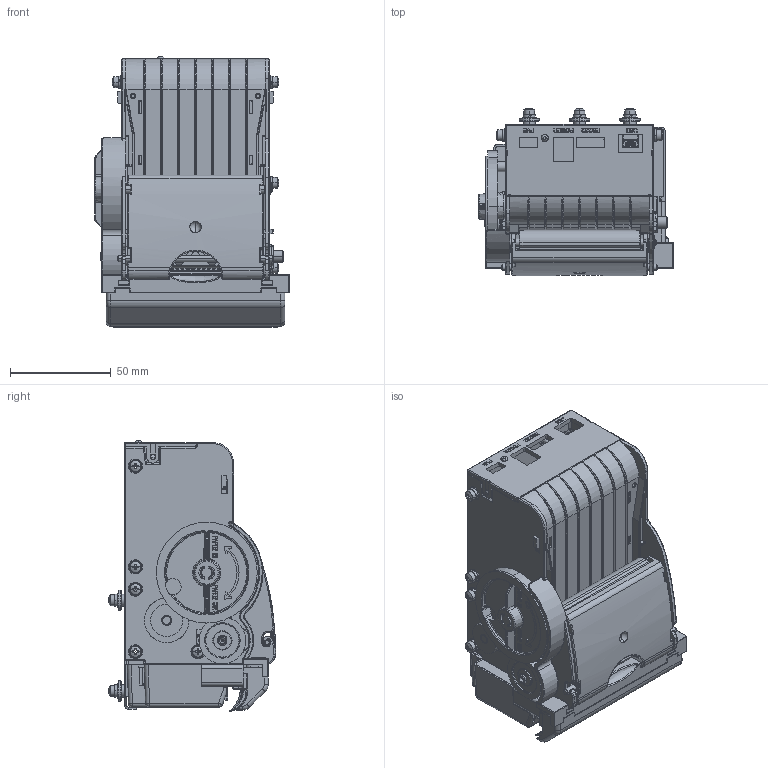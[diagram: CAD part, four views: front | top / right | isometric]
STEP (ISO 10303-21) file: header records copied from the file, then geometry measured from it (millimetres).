
FILE_DESCRIPTION((''),'2;1');
FILE_NAME('D-684-398_X56_XF_ASM','2022-12-01T',('jozef.kellner'),(''),'CREO PARAMETRIC BY PTC INC, 2018360','CREO PARAMETRIC BY PTC INC, 2018360','');
FILE_SCHEMA(('AUTOMOTIVE_DESIGN { 1 0 10303 214 1 1 1 1 }'));
Length unit declared in the file: millimetre
Products named in the file (2): D-684-398_X56_XF; D-684-398_X56_XF_ASM
Assembly tree (1 placements, depth 2):
  D-684-398_X56_XF_ASM
    D-684-398_X56_XF
Bounding box: 96.5 x 82.8 x 134.1 mm (x, y, z)
Surface area: 153084.4 mm2 (no closed solid volume)
Topology: 0 solids, 161 shells, 4562 faces, 16360 edges, 11515 vertices
Faces by surface type: plane 2402, cylinder 1390, torus 248, cone 182, sphere 169, bspline 148, extrusion 18, revolution 5
Entity records: 226268 total; most frequent: CARTESIAN_POINT 60617, ORIENTED_EDGE 26725, DIRECTION 25540, EDGE_CURVE 16195, VERTEX_POINT 11515, VECTOR 9979, LINE 9961, AXIS2_PLACEMENT_3D 7778
